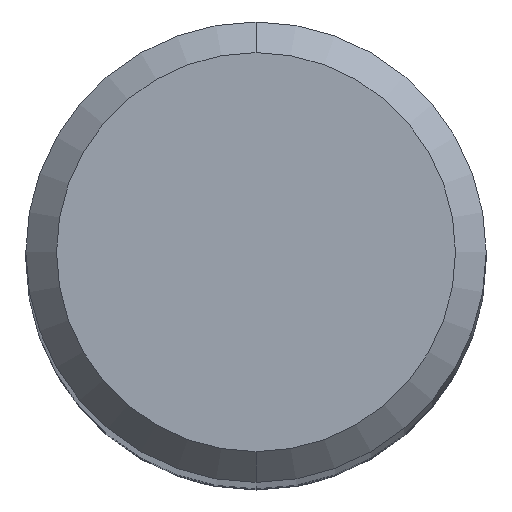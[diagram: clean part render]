
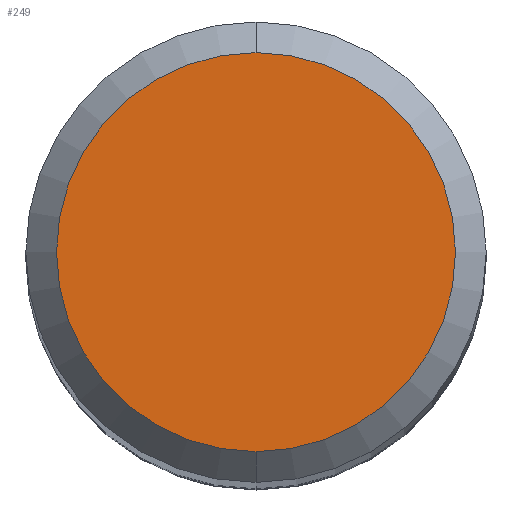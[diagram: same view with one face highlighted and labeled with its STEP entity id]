
A CAD part, top view. The second image highlights one B-rep face of the part: STEP entity #249.
In plain terms, the highlighted planar face has unit normal (0, 0, 1).
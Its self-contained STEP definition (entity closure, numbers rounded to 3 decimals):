
#175=EDGE_CURVE('',#397,#383,#478,.T.);
#249=ADVANCED_FACE('',(#559),#560,.T.);
#337=EDGE_CURVE('',#383,#397,#660,.T.);
#383=VERTEX_POINT('',#710);
#397=VERTEX_POINT('',#726);
#478=CIRCLE('',#806,2.6);
#559=FACE_OUTER_BOUND('',#992,.T.);
#560=PLANE('',#993);
#660=CIRCLE('',#1152,2.6);
#710=CARTESIAN_POINT('',(0.,-2.6,0.0));
#726=CARTESIAN_POINT('',(0.0,2.6,0.0));
#806=AXIS2_PLACEMENT_3D('',#1431,#1432,#1433);
#992=EDGE_LOOP('',(#1520,#1521));
#993=AXIS2_PLACEMENT_3D('',#1522,#1523,#1524);
#1152=AXIS2_PLACEMENT_3D('',#1642,#1643,#1644);
#1431=CARTESIAN_POINT('',(0.0,0.0,0.0));
#1432=DIRECTION('',(0.0,0.0,-1.0));
#1433=DIRECTION('',(0.0,1.0,0.0));
#1520=ORIENTED_EDGE('',*,*,#175,.F.);
#1521=ORIENTED_EDGE('',*,*,#337,.F.);
#1522=CARTESIAN_POINT('',(0.0,1.3,0.0));
#1523=DIRECTION('',(-0.0,0.0,1.0));
#1524=DIRECTION('',(0.0,-1.0,0.0));
#1642=CARTESIAN_POINT('',(0.0,0.0,0.0));
#1643=DIRECTION('',(0.0,0.0,-1.0));
#1644=DIRECTION('',(0.0,1.0,0.0));
